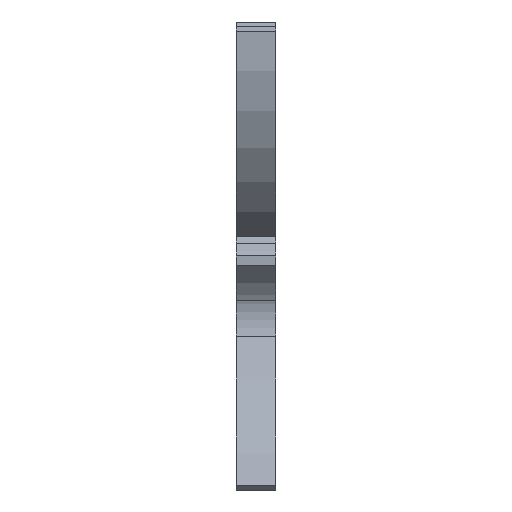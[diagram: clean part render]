
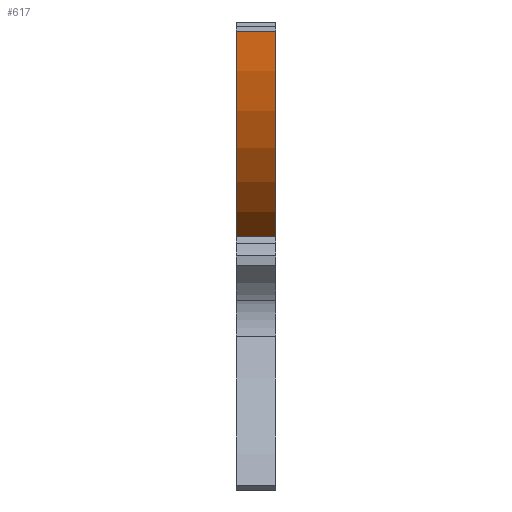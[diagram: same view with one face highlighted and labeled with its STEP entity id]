
A CAD part, left-side view. The second image highlights one B-rep face of the part: STEP entity #617.
In plain terms, the highlighted cylindrical face has radius 9 mm (diameter 18 mm), a partial arc.
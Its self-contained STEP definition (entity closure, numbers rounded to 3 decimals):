
#47=FACE_OUTER_BOUND('',#80,.T.);
#80=EDGE_LOOP('',(#472,#473,#474,#475));
#104=LINE('',#1001,#147);
#124=LINE('',#1086,#167);
#147=VECTOR('',#790,10.);
#167=VECTOR('',#884,10.);
#217=CIRCLE('',#709,9.);
#218=CIRCLE('',#710,9.);
#251=VERTEX_POINT('',#998);
#252=VERTEX_POINT('',#1000);
#279=VERTEX_POINT('',#1082);
#280=VERTEX_POINT('',#1084);
#317=EDGE_CURVE('',#251,#252,#104,.T.);
#360=EDGE_CURVE('',#279,#280,#124,.T.);
#361=EDGE_CURVE('',#251,#279,#217,.T.);
#362=EDGE_CURVE('',#252,#280,#218,.T.);
#472=ORIENTED_EDGE('',*,*,#361,.T.);
#473=ORIENTED_EDGE('',*,*,#360,.T.);
#474=ORIENTED_EDGE('',*,*,#362,.F.);
#475=ORIENTED_EDGE('',*,*,#317,.F.);
#589=CYLINDRICAL_SURFACE('',#708,9.);
#617=ADVANCED_FACE('',(#47),#589,.T.);
#708=AXIS2_PLACEMENT_3D('',#1087,#885,#886);
#709=AXIS2_PLACEMENT_3D('',#1088,#887,#888);
#710=AXIS2_PLACEMENT_3D('',#1089,#889,#890);
#790=DIRECTION('',(0.,1.,0.));
#884=DIRECTION('',(0.,1.,0.));
#885=DIRECTION('center_axis',(0.,1.,0.));
#886=DIRECTION('ref_axis',(-0.556,0.,-0.831));
#887=DIRECTION('center_axis',(0.,1.,0.));
#888=DIRECTION('ref_axis',(-0.556,0.,-0.831));
#889=DIRECTION('center_axis',(0.,1.,0.));
#890=DIRECTION('ref_axis',(-0.556,0.,-0.831));
#998=CARTESIAN_POINT('',(-1.312,0.,0.728));
#1000=CARTESIAN_POINT('',(-1.312,1.5,0.728));
#1001=CARTESIAN_POINT('',(-1.312,0.,0.728));
#1082=CARTESIAN_POINT('',(-5.299,0.,8.48));
#1084=CARTESIAN_POINT('',(-5.299,1.5,8.48));
#1086=CARTESIAN_POINT('',(-5.299,0.,8.48));
#1087=CARTESIAN_POINT('Origin',(3.697,0.,8.206));
#1088=CARTESIAN_POINT('Origin',(3.697,0.,8.206));
#1089=CARTESIAN_POINT('Origin',(3.697,1.5,8.206));
